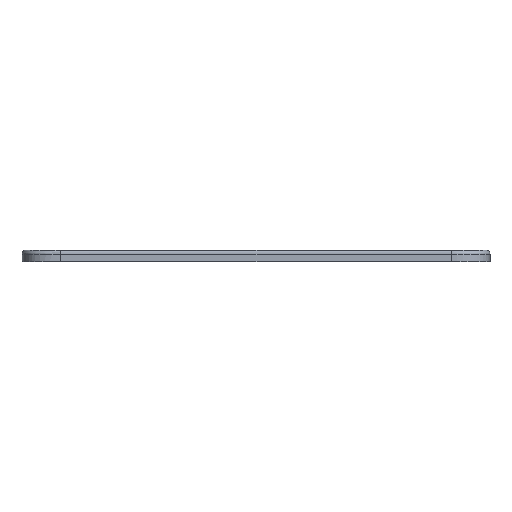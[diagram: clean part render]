
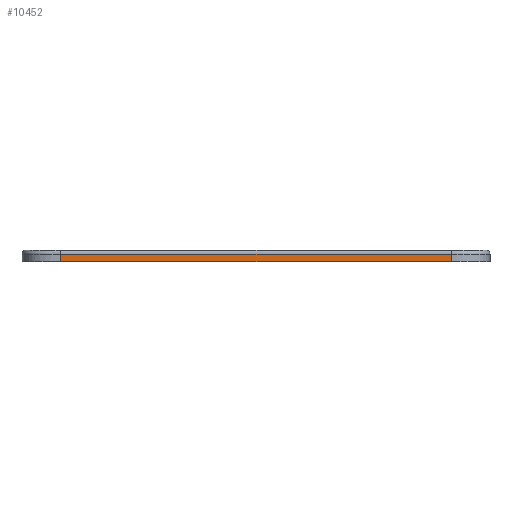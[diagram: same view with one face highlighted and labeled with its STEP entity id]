
A CAD part, left-side view. The second image highlights one B-rep face of the part: STEP entity #10452.
In plain terms, the highlighted planar face has unit normal (-1, 0, 0).
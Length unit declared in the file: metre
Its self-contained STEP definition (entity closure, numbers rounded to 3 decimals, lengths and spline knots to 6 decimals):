
#674=LINE('',#14567,#1712);
#1712=VECTOR('',#11901,1.);
#3058=ORIENTED_EDGE('',*,*,#6297,.T.);
#3059=ORIENTED_EDGE('',*,*,#6298,.T.);
#3060=ORIENTED_EDGE('',*,*,#6299,.T.);
#3061=ORIENTED_EDGE('',*,*,#6096,.F.);
#6096=EDGE_CURVE('',#7716,#7717,#674,.T.);
#6297=EDGE_CURVE('',#7716,#7916,#8659,.T.);
#6298=EDGE_CURVE('',#7916,#7917,#8660,.T.);
#6299=EDGE_CURVE('',#7917,#7717,#8661,.T.);
#7716=VERTEX_POINT('',#14566);
#7717=VERTEX_POINT('',#14568);
#7916=VERTEX_POINT('',#15170);
#7917=VERTEX_POINT('',#15175);
#8659=B_SPLINE_CURVE_WITH_KNOTS('',3,(#15166,#15167,#15168,#15169),
 .UNSPECIFIED.,.F.,.F.,(4,4),(0.,0.666667),.UNSPECIFIED.);
#8660=B_SPLINE_CURVE_WITH_KNOTS('',3,(#15171,#15172,#15173,#15174),
 .UNSPECIFIED.,.F.,.F.,(4,4),(0.,1.),.UNSPECIFIED.);
#8661=B_SPLINE_CURVE_WITH_KNOTS('',3,(#15176,#15177,#15178,#15179),
 .UNSPECIFIED.,.F.,.F.,(4,4),(0.333333,1.),.UNSPECIFIED.);
#8933=EDGE_LOOP('',(#3058,#3059,#3060,#3061));
#9567=FACE_BOUND('',#8933,.T.);
#10165=PLANE('',#11122);
#10452=ADVANCED_FACE('',(#9567),#10165,.T.);
#11122=AXIS2_PLACEMENT_3D('',#15165,#12051,#12052);
#11901=DIRECTION('',(0.,1.,0.));
#12051=DIRECTION('',(-1.,0.,0.));
#12052=DIRECTION('',(0.,0.,1.));
#14566=CARTESIAN_POINT('',(-0.060906,0.002401,0.));
#14567=CARTESIAN_POINT('',(-0.060906,0.057526,0.));
#14568=CARTESIAN_POINT('',(-0.060906,0.052651,0.));
#15165=CARTESIAN_POINT('',(-0.060906,0.057526,0.0015));
#15166=CARTESIAN_POINT('',(-0.060906,0.002401,0.));
#15167=CARTESIAN_POINT('',(-0.060906,0.002401,0.000333));
#15168=CARTESIAN_POINT('',(-0.060906,0.002401,0.000667));
#15169=CARTESIAN_POINT('',(-0.060906,0.002401,0.001));
#15170=CARTESIAN_POINT('',(-0.060906,0.002401,0.001));
#15171=CARTESIAN_POINT('',(-0.060906,0.002401,0.001));
#15172=CARTESIAN_POINT('',(-0.060906,0.019151,0.001));
#15173=CARTESIAN_POINT('',(-0.060906,0.035901,0.001));
#15174=CARTESIAN_POINT('',(-0.060906,0.052651,0.001));
#15175=CARTESIAN_POINT('',(-0.060906,0.052651,0.001));
#15176=CARTESIAN_POINT('',(-0.060906,0.052651,0.001));
#15177=CARTESIAN_POINT('',(-0.060906,0.052651,0.000667));
#15178=CARTESIAN_POINT('',(-0.060906,0.052651,0.000333));
#15179=CARTESIAN_POINT('',(-0.060906,0.052651,0.));
